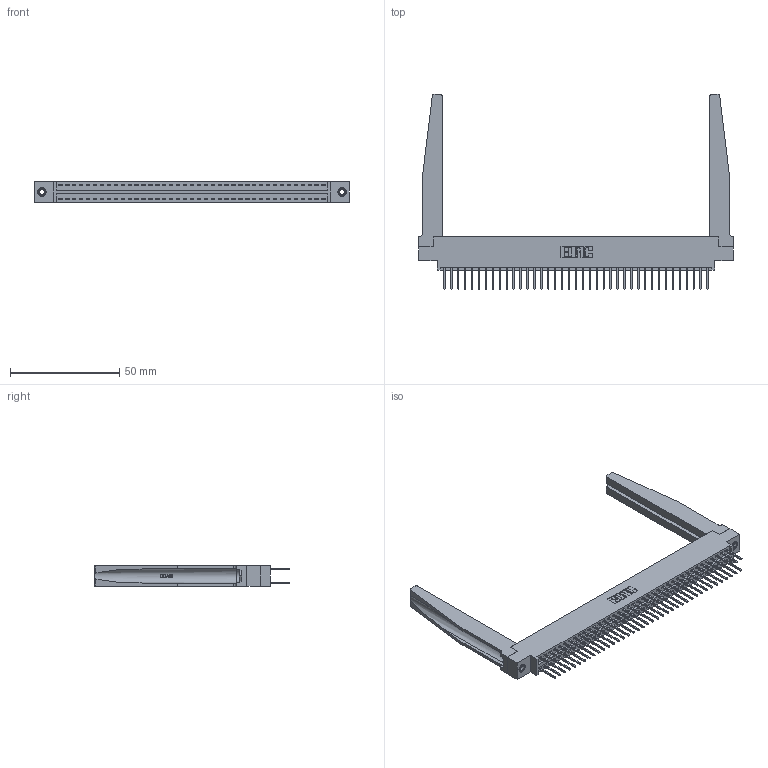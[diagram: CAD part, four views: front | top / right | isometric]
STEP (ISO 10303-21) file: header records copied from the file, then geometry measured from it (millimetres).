
FILE_DESCRIPTION (( 'STEP AP203' ), '1' );
FILE_NAME ('346-078-526-878.STEP', '2022-05-25T14:01:59', ( '' ), ( '' ), 'SwSTEP 2.0', 'SolidWorks 2020', '' );
FILE_SCHEMA (( 'CONFIG_CONTROL_DESIGN' ));
Length unit declared in the file: inch
Products named in the file (5): 346 Part_0.170 Offset - 0.156 Dia-TH; 346-078-526-878; 346-220-078_345-220-078; 345-250-001_345-250-001-102; 345-292-001_345-293-126
Assembly tree (83 placements, depth 2):
  346-078-526-878
    346 Part_0.170 Offset - 0.156 Dia-TH
    345-292-001_345-293-126  x78
    346-220-078_345-220-078  x2
    345-250-001_345-250-001-102  x2
Bounding box: 144.4 x 89.41 x 9.4 mm (x, y, z)
Volume: 20921.5 mm3; surface area: 26538.3 mm2
Topology: 83 solids, 83 shells, 4430 faces, 13075 edges, 8602 vertices
Faces by surface type: plane 2966, cylinder 1412, bspline 36, cone 12, torus 4
Entity records: 31170 total; most frequent: CARTESIAN_POINT 6085, ORIENTED_EDGE 4906, DIRECTION 4399, EDGE_CURVE 2453, LINE 2071, VECTOR 2071, VERTEX_POINT 1628, AXIS2_PLACEMENT_3D 1164
